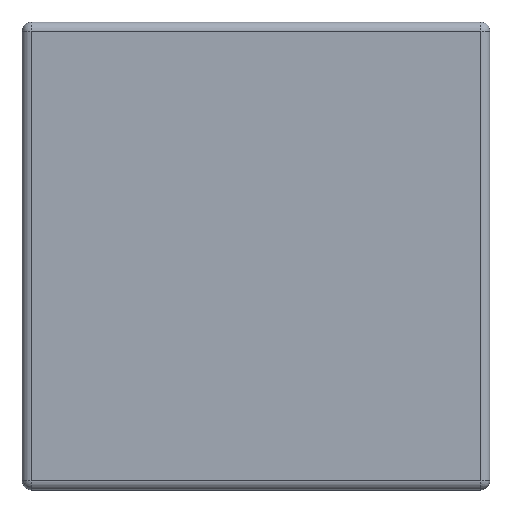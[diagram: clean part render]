
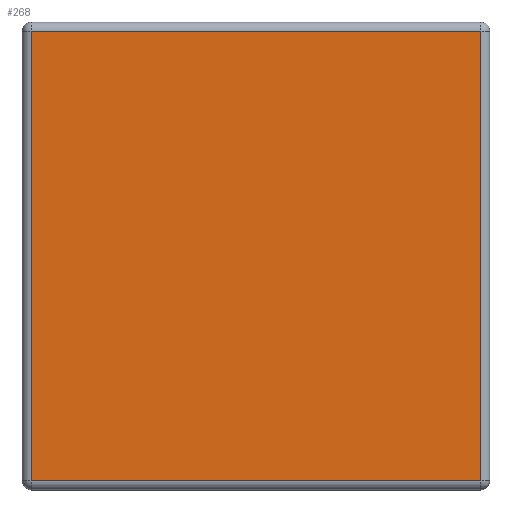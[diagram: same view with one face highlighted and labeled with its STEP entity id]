
A CAD part, top view. The second image highlights one B-rep face of the part: STEP entity #268.
In plain terms, the highlighted planar face has unit normal (0, 0, 1).
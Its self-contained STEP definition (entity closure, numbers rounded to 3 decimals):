
#18=PLANE('',#316);
#27=LINE('',#450,#47);
#31=LINE('',#466,#51);
#33=LINE('',#469,#53);
#35=LINE('',#472,#55);
#47=VECTOR('',#365,10.);
#51=VECTOR('',#383,10.);
#53=VECTOR('',#387,10.);
#55=VECTOR('',#391,10.);
#84=FACE_OUTER_BOUND('',#102,.T.);
#102=EDGE_LOOP('',(#237,#238,#239,#240));
#122=VERTEX_POINT('',#412);
#127=VERTEX_POINT('',#425);
#132=VERTEX_POINT('',#438);
#137=VERTEX_POINT('',#454);
#159=EDGE_CURVE('',#122,#132,#27,.T.);
#167=EDGE_CURVE('',#132,#137,#31,.T.);
#169=EDGE_CURVE('',#137,#127,#33,.T.);
#171=EDGE_CURVE('',#127,#122,#35,.T.);
#237=ORIENTED_EDGE('',*,*,#159,.F.);
#238=ORIENTED_EDGE('',*,*,#171,.F.);
#239=ORIENTED_EDGE('',*,*,#169,.F.);
#240=ORIENTED_EDGE('',*,*,#167,.F.);
#268=ADVANCED_FACE('',(#84),#18,.T.);
#316=AXIS2_PLACEMENT_3D('',#481,#403,#404);
#365=DIRECTION('',(0.,-1.,0.));
#383=DIRECTION('',(-1.,0.,0.));
#387=DIRECTION('',(0.,1.,0.));
#391=DIRECTION('',(1.,0.,0.));
#403=DIRECTION('center_axis',(0.,0.,1.));
#404=DIRECTION('ref_axis',(1.,0.,0.));
#412=CARTESIAN_POINT('',(0.48,0.48,0.3));
#425=CARTESIAN_POINT('',(-0.48,0.48,0.3));
#438=CARTESIAN_POINT('',(0.48,-0.48,0.3));
#450=CARTESIAN_POINT('',(0.48,-0.25,0.3));
#454=CARTESIAN_POINT('',(-0.48,-0.48,0.3));
#466=CARTESIAN_POINT('',(-0.25,-0.48,0.3));
#469=CARTESIAN_POINT('',(-0.48,0.25,0.3));
#472=CARTESIAN_POINT('',(0.25,0.48,0.3));
#481=CARTESIAN_POINT('Origin',(0.,0.,0.3));
